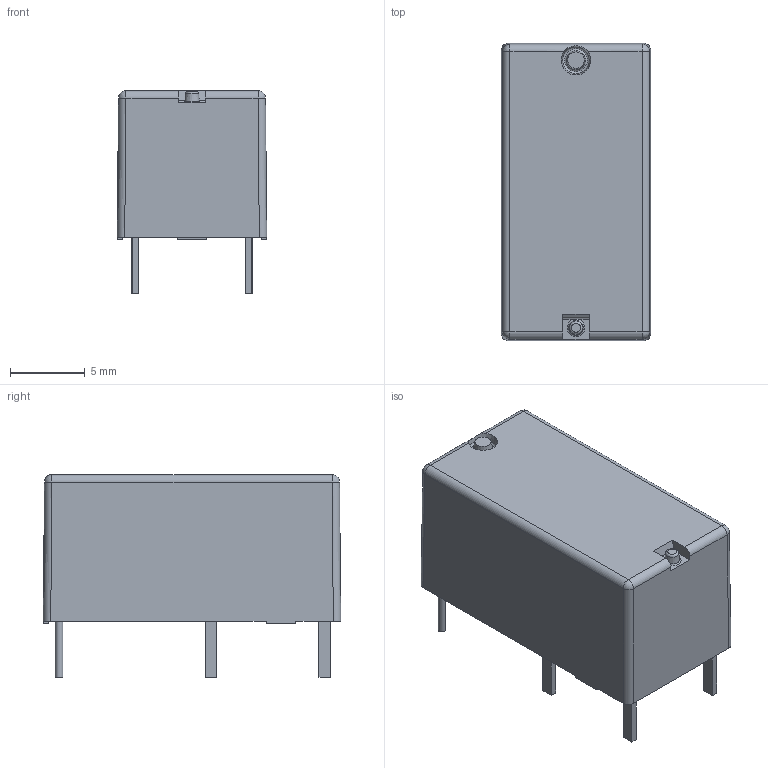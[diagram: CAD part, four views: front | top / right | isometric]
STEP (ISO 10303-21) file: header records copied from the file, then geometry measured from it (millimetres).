
FILE_DESCRIPTION(/* description */ (''),/* implementation_level */ '2;1');
FILE_NAME(/* name */ 'c-1393219-4-c2-3d.step',/* time_stamp */ '2023-11-03T12:18:58-07:00',/* author */ (''),/* organization */ (''),/* preprocessor_version */ 'ST-DEVELOPER v20',/* originating_system */ 'Autodesk Translation Framework v12.14.0.127',/* authorisation */ '');
FILE_SCHEMA (('AUTOMOTIVE_DESIGN { 1 0 10303 214 3 1 1 }'));
Length unit declared in the file: millimetre
Products named in the file (1): (Unsaved)
Bounding box: 10 x 19.9 x 13.55 mm (x, y, z)
Volume: 1922.9 mm3; surface area: 1004.1 mm2
Topology: 1 solids, 1 shells, 64 faces, 156 edges, 99 vertices
Faces by surface type: plane 41, cylinder 12, torus 4, sphere 4, cone 3
Full cylindrical faces by diameter (mm): 0.5 x2
Entity records: 1918 total; most frequent: CARTESIAN_POINT 351, DIRECTION 323, ORIENTED_EDGE 312, EDGE_CURVE 156, LINE 113, VECTOR 113, AXIS2_PLACEMENT_3D 105, VERTEX_POINT 99
